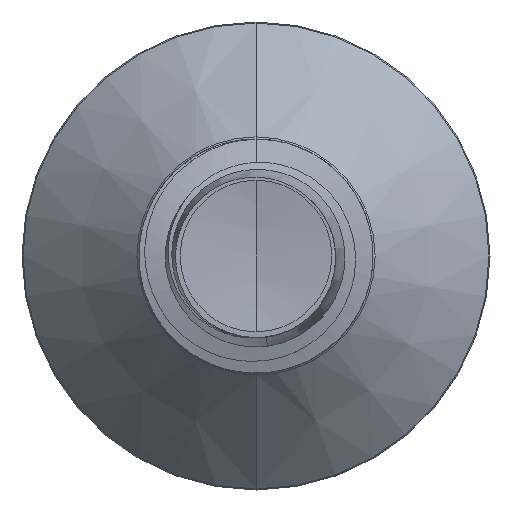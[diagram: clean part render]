
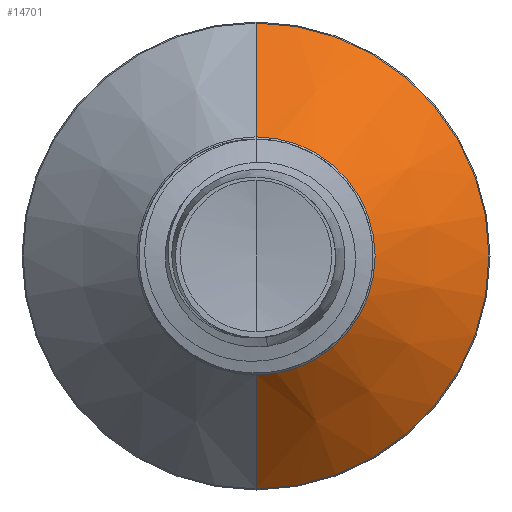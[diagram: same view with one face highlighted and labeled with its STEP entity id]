
A CAD part, front view. The second image highlights one B-rep face of the part: STEP entity #14701.
In plain terms, the highlighted conical face has half-angle 45 degrees and reference radius 1.782 mm.
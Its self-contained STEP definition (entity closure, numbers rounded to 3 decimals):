
#36 = ORIENTED_EDGE ( 'NONE', *, *, #15063, .F. ) ;
#1367 = EDGE_CURVE ( 'NONE', #14442, #8763, #5917, .T. ) ;
#1611 = CARTESIAN_POINT ( 'NONE',  ( 0., 6.335, 0. ) ) ;
#2855 = DIRECTION ( 'NONE',  ( 0., 0., 1. ) ) ;
#2970 = CARTESIAN_POINT ( 'NONE',  ( 0., 6.335, -3.485 ) ) ;
#3056 = AXIS2_PLACEMENT_3D ( 'NONE', #15024, #4438, #14700 ) ;
#3076 = LINE ( 'NONE', #13255, #6001 ) ;
#3558 = VECTOR ( 'NONE', #7480, 1000. ) ;
#4303 = CARTESIAN_POINT ( 'NONE',  ( 0., 4.632, 0. ) ) ;
#4438 = DIRECTION ( 'NONE',  ( 0., 1., 0. ) ) ;
#4631 = ORIENTED_EDGE ( 'NONE', *, *, #1367, .T. ) ;
#4793 = DIRECTION ( 'NONE',  ( 0., 0.707, 0.707 ) ) ;
#5917 = CIRCLE ( 'NONE', #3056, 1.782 ) ;
#6001 = VECTOR ( 'NONE', #4793, 1000. ) ;
#6067 = EDGE_CURVE ( 'NONE', #8763, #9663, #12156, .T. ) ;
#7143 = CONICAL_SURFACE ( 'NONE', #13534, 1.782, 0.785 ) ;
#7480 = DIRECTION ( 'NONE',  ( 0., 0.707, -0.707 ) ) ;
#7501 = ORIENTED_EDGE ( 'NONE', *, *, #6067, .T. ) ;
#7930 = DIRECTION ( 'NONE',  ( 0., 0., 1. ) ) ;
#8763 = VERTEX_POINT ( 'NONE', #11997 ) ;
#8767 = CARTESIAN_POINT ( 'NONE',  ( 0., 6.335, 3.485 ) ) ;
#9663 = VERTEX_POINT ( 'NONE', #2970 ) ;
#10217 = DIRECTION ( 'NONE',  ( 0., 1., 0. ) ) ;
#10348 = ORIENTED_EDGE ( 'NONE', *, *, #11679, .F. ) ;
#10758 = FACE_OUTER_BOUND ( 'NONE', #15823, .T. ) ;
#11468 = VERTEX_POINT ( 'NONE', #8767 ) ;
#11679 = EDGE_CURVE ( 'NONE', #11468, #9663, #14523, .T. ) ;
#11997 = CARTESIAN_POINT ( 'NONE',  ( 0., 4.632, -1.782 ) ) ;
#12156 = LINE ( 'NONE', #14801, #3558 ) ;
#13255 = CARTESIAN_POINT ( 'NONE',  ( 0., 4.632, 1.782 ) ) ;
#13534 = AXIS2_PLACEMENT_3D ( 'NONE', #4303, #15215, #7930 ) ;
#13728 = CARTESIAN_POINT ( 'NONE',  ( 0., 4.632, 1.782 ) ) ;
#14002 = AXIS2_PLACEMENT_3D ( 'NONE', #1611, #10217, #2855 ) ;
#14442 = VERTEX_POINT ( 'NONE', #13728 ) ;
#14523 = CIRCLE ( 'NONE', #14002, 3.485 ) ;
#14701 = ADVANCED_FACE ( 'NONE', ( #10758 ), #7143, .T. ) ;
#14700 = DIRECTION ( 'NONE',  ( 0., 0., 1. ) ) ;
#14801 = CARTESIAN_POINT ( 'NONE',  ( 0., 4.632, -1.782 ) ) ;
#15024 = CARTESIAN_POINT ( 'NONE',  ( 0., 4.632, 0. ) ) ;
#15063 = EDGE_CURVE ( 'NONE', #14442, #11468, #3076, .T. ) ;
#15215 = DIRECTION ( 'NONE',  ( 0., 1., 0. ) ) ;
#15823 = EDGE_LOOP ( 'NONE', ( #4631, #7501, #10348, #36 ) ) ;
